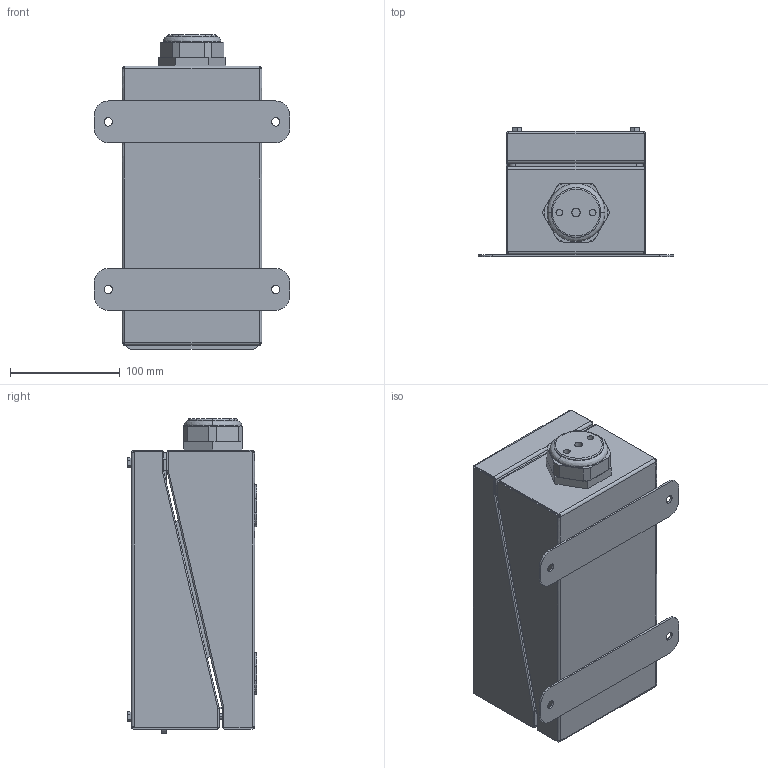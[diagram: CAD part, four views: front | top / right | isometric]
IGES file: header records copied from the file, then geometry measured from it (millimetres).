
Start section:  PTC IGES file: 159664.igs
Global section: file name: 159664.igs; native system: Pro/ENGINEER by Parametric Technology Corporation; preprocessor: 2009141; author: banengservice; organization: Unknown; date: 20120423.122244; units: inch
Bounding box: 177.8 x 117.83 x 285.93 mm (x, y, z)
Volume: 319039.6 mm3; surface area: 406975.1 mm2
Topology: 8 solids, 9 shells, 571 faces, 1359 edges, 830 vertices
Faces by surface type: bspline 351, revolution 220
